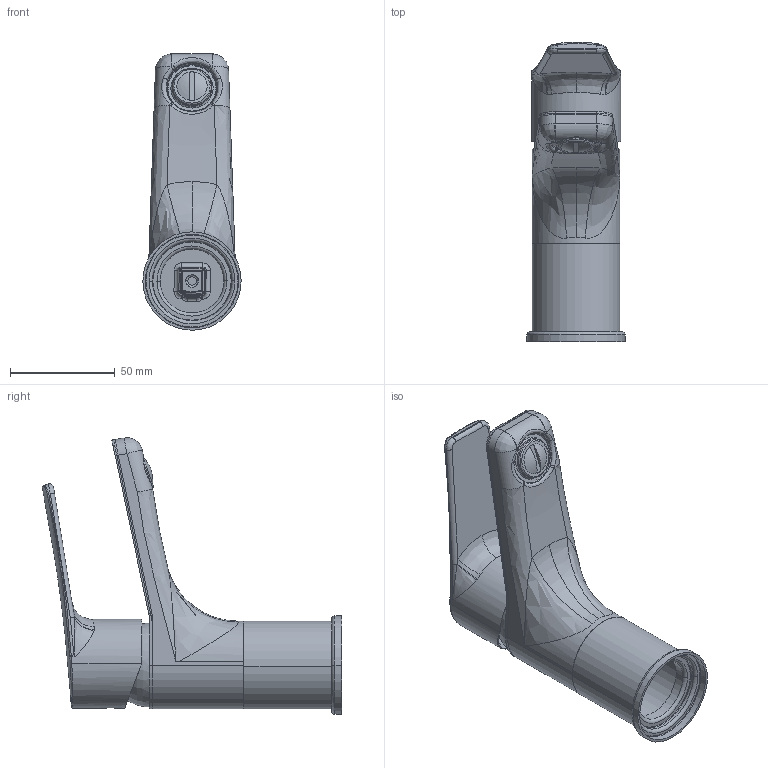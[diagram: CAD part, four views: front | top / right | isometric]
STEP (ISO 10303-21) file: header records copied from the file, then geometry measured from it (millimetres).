
FILE_DESCRIPTION (( 'STEP AP203' ), '1' );
FILE_NAME ('52A311947.STEP', '2025-10-28T06:02:40', ( '' ), ( '' ), 'SwSTEP 2.0', 'SolidWorks 2021', '' );
FILE_SCHEMA (( 'CONFIG_CONTROL_DESIGN' ));
Length unit declared in the file: millimetre
Products named in the file (1): 52A311947
Bounding box: 47 x 143.15 x 132.1 mm (x, y, z)
Volume: 58906.2 mm3; surface area: 72131.2 mm2
Topology: 9 solids, 9 shells, 404 faces, 961 edges, 587 vertices
Faces by surface type: cylinder 143, bspline 105, plane 92, torus 44, cone 16, sphere 4
Entity records: 37897 total; most frequent: CARTESIAN_POINT 29406, ORIENTED_EDGE 1910, DIRECTION 1558, EDGE_CURVE 955, AXIS2_PLACEMENT_3D 636, VERTEX_POINT 587, EDGE_LOOP 440, ADVANCED_FACE 404
